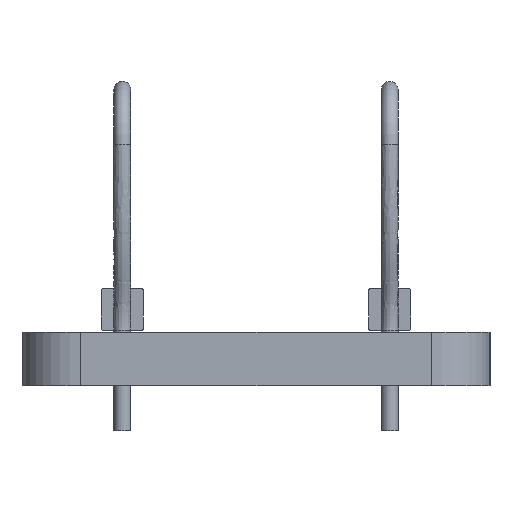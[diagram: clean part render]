
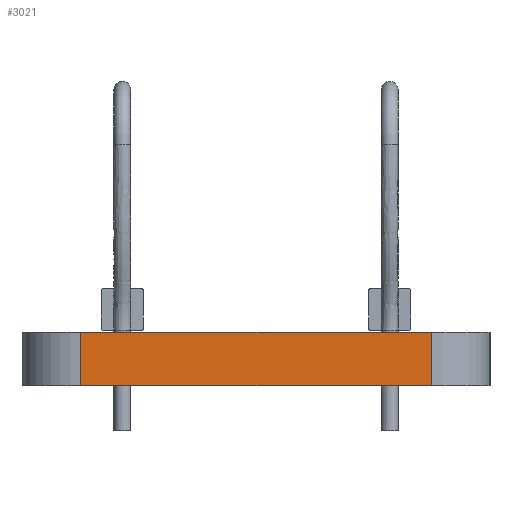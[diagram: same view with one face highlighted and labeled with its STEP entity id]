
A CAD part, left-side view. The second image highlights one B-rep face of the part: STEP entity #3021.
In plain terms, the highlighted planar face has unit normal (-1, 0, 0).
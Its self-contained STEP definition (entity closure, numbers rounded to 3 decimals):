
#3021 = ADVANCED_FACE('',(#3022),#3036,.F.);
#3022 = FACE_BOUND('',#3023,.F.);
#3023 = EDGE_LOOP('',(#3024,#3059,#3087,#3115));
#3024 = ORIENTED_EDGE('',*,*,#3025,.T.);
#3025 = EDGE_CURVE('',#3026,#3028,#3030,.T.);
#3026 = VERTEX_POINT('',#3027);
#3027 = CARTESIAN_POINT('',(-1.,12.25,0.));
#3028 = VERTEX_POINT('',#3029);
#3029 = CARTESIAN_POINT('',(-1.,12.25,1.6));
#3030 = SURFACE_CURVE('',#3031,(#3035,#3047),.PCURVE_S1.);
#3031 = LINE('',#3032,#3033);
#3032 = CARTESIAN_POINT('',(-1.,12.25,0.));
#3033 = VECTOR('',#3034,1.);
#3034 = DIRECTION('',(0.,0.,1.));
#3035 = PCURVE('',#3036,#3041);
#3036 = PLANE('',#3037);
#3037 = AXIS2_PLACEMENT_3D('',#3038,#3039,#3040);
#3038 = CARTESIAN_POINT('',(-1.,12.25,0.));
#3039 = DIRECTION('',(1.,0.,0.));
#3040 = DIRECTION('',(0.,-1.,0.));
#3041 = DEFINITIONAL_REPRESENTATION('',(#3042),#3046);
#3042 = LINE('',#3043,#3044);
#3043 = CARTESIAN_POINT('',(0.,0.));
#3044 = VECTOR('',#3045,1.);
#3045 = DIRECTION('',(0.,-1.));
#3046 = ( GEOMETRIC_REPRESENTATION_CONTEXT(2) 
PARAMETRIC_REPRESENTATION_CONTEXT() REPRESENTATION_CONTEXT('2D SPACE',''
  ) );
#3047 = PCURVE('',#3048,#3053);
#3048 = CYLINDRICAL_SURFACE('',#3049,1.75);
#3049 = AXIS2_PLACEMENT_3D('',#3050,#3051,#3052);
#3050 = CARTESIAN_POINT('',(0.75,12.25,0.));
#3051 = DIRECTION('',(0.,0.,-1.));
#3052 = DIRECTION('',(1.,0.,0.));
#3053 = DEFINITIONAL_REPRESENTATION('',(#3054),#3058);
#3054 = LINE('',#3055,#3056);
#3055 = CARTESIAN_POINT('',(-3.142,0.));
#3056 = VECTOR('',#3057,1.);
#3057 = DIRECTION('',(0.,-1.));
#3058 = ( GEOMETRIC_REPRESENTATION_CONTEXT(2) 
PARAMETRIC_REPRESENTATION_CONTEXT() REPRESENTATION_CONTEXT('2D SPACE',''
  ) );
#3059 = ORIENTED_EDGE('',*,*,#3060,.T.);
#3060 = EDGE_CURVE('',#3028,#3061,#3063,.T.);
#3061 = VERTEX_POINT('',#3062);
#3062 = CARTESIAN_POINT('',(-1.,1.75,1.6));
#3063 = SURFACE_CURVE('',#3064,(#3068,#3075),.PCURVE_S1.);
#3064 = LINE('',#3065,#3066);
#3065 = CARTESIAN_POINT('',(-1.,12.25,1.6));
#3066 = VECTOR('',#3067,1.);
#3067 = DIRECTION('',(0.,-1.,0.));
#3068 = PCURVE('',#3036,#3069);
#3069 = DEFINITIONAL_REPRESENTATION('',(#3070),#3074);
#3070 = LINE('',#3071,#3072);
#3071 = CARTESIAN_POINT('',(0.,-1.6));
#3072 = VECTOR('',#3073,1.);
#3073 = DIRECTION('',(1.,0.));
#3074 = ( GEOMETRIC_REPRESENTATION_CONTEXT(2) 
PARAMETRIC_REPRESENTATION_CONTEXT() REPRESENTATION_CONTEXT('2D SPACE',''
  ) );
#3075 = PCURVE('',#3076,#3081);
#3076 = PLANE('',#3077);
#3077 = AXIS2_PLACEMENT_3D('',#3078,#3079,#3080);
#3078 = CARTESIAN_POINT('',(27.776,7.,1.6));
#3079 = DIRECTION('',(0.,0.,1.));
#3080 = DIRECTION('',(1.,0.,0.));
#3081 = DEFINITIONAL_REPRESENTATION('',(#3082),#3086);
#3082 = LINE('',#3083,#3084);
#3083 = CARTESIAN_POINT('',(-28.776,5.25));
#3084 = VECTOR('',#3085,1.);
#3085 = DIRECTION('',(0.,-1.));
#3086 = ( GEOMETRIC_REPRESENTATION_CONTEXT(2) 
PARAMETRIC_REPRESENTATION_CONTEXT() REPRESENTATION_CONTEXT('2D SPACE',''
  ) );
#3087 = ORIENTED_EDGE('',*,*,#3088,.F.);
#3088 = EDGE_CURVE('',#3089,#3061,#3091,.T.);
#3089 = VERTEX_POINT('',#3090);
#3090 = CARTESIAN_POINT('',(-1.,1.75,0.));
#3091 = SURFACE_CURVE('',#3092,(#3096,#3103),.PCURVE_S1.);
#3092 = LINE('',#3093,#3094);
#3093 = CARTESIAN_POINT('',(-1.,1.75,0.));
#3094 = VECTOR('',#3095,1.);
#3095 = DIRECTION('',(0.,0.,1.));
#3096 = PCURVE('',#3036,#3097);
#3097 = DEFINITIONAL_REPRESENTATION('',(#3098),#3102);
#3098 = LINE('',#3099,#3100);
#3099 = CARTESIAN_POINT('',(10.5,0.));
#3100 = VECTOR('',#3101,1.);
#3101 = DIRECTION('',(0.,-1.));
#3102 = ( GEOMETRIC_REPRESENTATION_CONTEXT(2) 
PARAMETRIC_REPRESENTATION_CONTEXT() REPRESENTATION_CONTEXT('2D SPACE',''
  ) );
#3103 = PCURVE('',#3104,#3109);
#3104 = CYLINDRICAL_SURFACE('',#3105,1.75);
#3105 = AXIS2_PLACEMENT_3D('',#3106,#3107,#3108);
#3106 = CARTESIAN_POINT('',(0.75,1.75,0.));
#3107 = DIRECTION('',(0.,0.,-1.));
#3108 = DIRECTION('',(1.,0.,0.));
#3109 = DEFINITIONAL_REPRESENTATION('',(#3110),#3114);
#3110 = LINE('',#3111,#3112);
#3111 = CARTESIAN_POINT('',(-3.142,0.));
#3112 = VECTOR('',#3113,1.);
#3113 = DIRECTION('',(0.,-1.));
#3114 = ( GEOMETRIC_REPRESENTATION_CONTEXT(2) 
PARAMETRIC_REPRESENTATION_CONTEXT() REPRESENTATION_CONTEXT('2D SPACE',''
  ) );
#3115 = ORIENTED_EDGE('',*,*,#3116,.F.);
#3116 = EDGE_CURVE('',#3026,#3089,#3117,.T.);
#3117 = SURFACE_CURVE('',#3118,(#3122,#3129),.PCURVE_S1.);
#3118 = LINE('',#3119,#3120);
#3119 = CARTESIAN_POINT('',(-1.,12.25,0.));
#3120 = VECTOR('',#3121,1.);
#3121 = DIRECTION('',(0.,-1.,0.));
#3122 = PCURVE('',#3036,#3123);
#3123 = DEFINITIONAL_REPRESENTATION('',(#3124),#3128);
#3124 = LINE('',#3125,#3126);
#3125 = CARTESIAN_POINT('',(0.,0.));
#3126 = VECTOR('',#3127,1.);
#3127 = DIRECTION('',(1.,0.));
#3128 = ( GEOMETRIC_REPRESENTATION_CONTEXT(2) 
PARAMETRIC_REPRESENTATION_CONTEXT() REPRESENTATION_CONTEXT('2D SPACE',''
  ) );
#3129 = PCURVE('',#3130,#3135);
#3130 = PLANE('',#3131);
#3131 = AXIS2_PLACEMENT_3D('',#3132,#3133,#3134);
#3132 = CARTESIAN_POINT('',(27.776,7.,0.));
#3133 = DIRECTION('',(0.,0.,1.));
#3134 = DIRECTION('',(1.,0.,0.));
#3135 = DEFINITIONAL_REPRESENTATION('',(#3136),#3140);
#3136 = LINE('',#3137,#3138);
#3137 = CARTESIAN_POINT('',(-28.776,5.25));
#3138 = VECTOR('',#3139,1.);
#3139 = DIRECTION('',(0.,-1.));
#3140 = ( GEOMETRIC_REPRESENTATION_CONTEXT(2) 
PARAMETRIC_REPRESENTATION_CONTEXT() REPRESENTATION_CONTEXT('2D SPACE',''
  ) );
